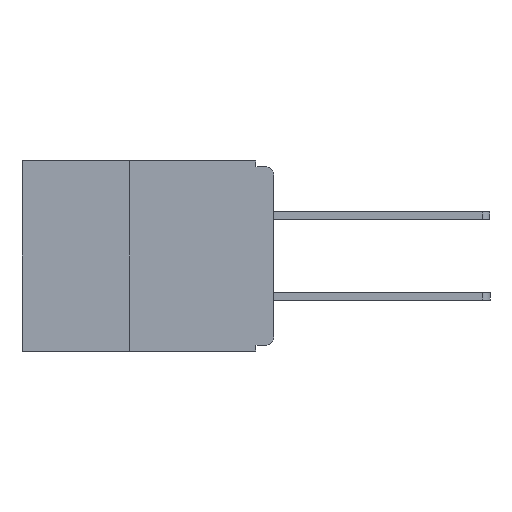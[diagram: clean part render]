
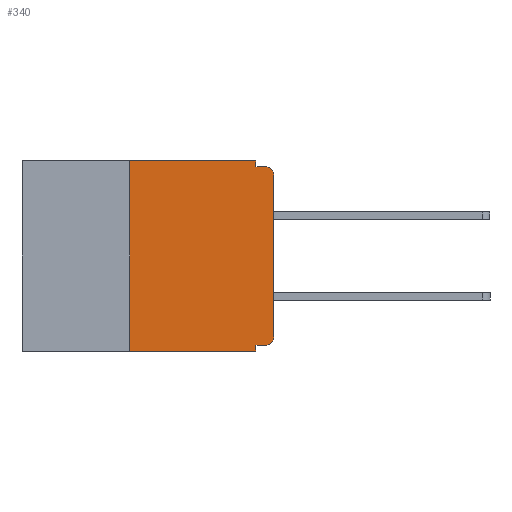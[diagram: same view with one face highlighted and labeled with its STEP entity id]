
A CAD part, left-side view. The second image highlights one B-rep face of the part: STEP entity #340.
In plain terms, the highlighted planar face has unit normal (-1, 0, 0).
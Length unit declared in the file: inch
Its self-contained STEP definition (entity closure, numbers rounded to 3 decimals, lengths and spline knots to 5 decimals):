
#41 = LINE ( 'NONE', #6924, #8861 ) ;
#146 = EDGE_CURVE ( 'NONE', #9235, #9915, #18709, .T. ) ;
#340 = ADVANCED_FACE ( 'NONE', ( #15312 ), #748, .F. ) ;
#437 = VECTOR ( 'NONE', #4913, 39.37008 ) ;
#642 = EDGE_CURVE ( 'NONE', #13127, #12007, #14093, .T. ) ;
#748 = PLANE ( 'NONE',  #18004 ) ;
#1328 = DIRECTION ( 'NONE',  ( -1., 0., 0. ) ) ;
#1619 = CARTESIAN_POINT ( 'NONE',  ( 0., 0.25, 0. ) ) ;
#1891 = CARTESIAN_POINT ( 'NONE',  ( 0., 0.015, -0.305 ) ) ;
#2198 = VECTOR ( 'NONE', #11720, 39.37008 ) ;
#2317 = EDGE_CURVE ( 'NONE', #18128, #17683, #9771, .T. ) ;
#2865 = ORIENTED_EDGE ( 'NONE', *, *, #18029, .T. ) ;
#2917 = CARTESIAN_POINT ( 'NONE',  ( 0., 0.437, 0. ) ) ;
#3601 = DIRECTION ( 'NONE',  ( 0., 0., -1. ) ) ;
#3706 = CARTESIAN_POINT ( 'NONE',  ( 0., 0.437, 0. ) ) ;
#4764 = ORIENTED_EDGE ( 'NONE', *, *, #12678, .T. ) ;
#4913 = DIRECTION ( 'NONE',  ( 0., -1., 0. ) ) ;
#6007 = CIRCLE ( 'NONE', #19240, 0.015 ) ;
#6225 = CARTESIAN_POINT ( 'NONE',  ( 0., 0.25, -0.33 ) ) ;
#6432 = CARTESIAN_POINT ( 'NONE',  ( 0., 0.031, 0. ) ) ;
#6478 = EDGE_CURVE ( 'NONE', #19886, #14953, #41, .T. ) ;
#6885 = EDGE_CURVE ( 'NONE', #18230, #17683, #6007, .T. ) ;
#6924 = CARTESIAN_POINT ( 'NONE',  ( 0., 0., -0.32 ) ) ;
#7079 = ORIENTED_EDGE ( 'NONE', *, *, #14126, .F. ) ;
#7468 = CARTESIAN_POINT ( 'NONE',  ( 0., 0.437, -0.33 ) ) ;
#7599 = CARTESIAN_POINT ( 'NONE',  ( 0., 0.25, -0.33 ) ) ;
#8443 = ORIENTED_EDGE ( 'NONE', *, *, #146, .F. ) ;
#8447 = LINE ( 'NONE', #6432, #16813 ) ;
#8625 = DIRECTION ( 'NONE',  ( 0., 1., 0. ) ) ;
#8861 = VECTOR ( 'NONE', #8625, 39.37008 ) ;
#8921 = DIRECTION ( 'NONE',  ( 0., 0., -1. ) ) ;
#8957 = LINE ( 'NONE', #18279, #9976 ) ;
#9235 = VERTEX_POINT ( 'NONE', #1619 ) ;
#9765 = VECTOR ( 'NONE', #10910, 39.37008 ) ;
#9771 = LINE ( 'NONE', #17771, #437 ) ;
#9836 = ORIENTED_EDGE ( 'NONE', *, *, #2317, .F. ) ;
#9915 = VERTEX_POINT ( 'NONE', #10230 ) ;
#9976 = VECTOR ( 'NONE', #8921, 39.37008 ) ;
#10081 = AXIS2_PLACEMENT_3D ( 'NONE', #1891, #13275, #3601 ) ;
#10230 = CARTESIAN_POINT ( 'NONE',  ( 0., 0.031, 0. ) ) ;
#10826 = ORIENTED_EDGE ( 'NONE', *, *, #642, .T. ) ;
#10910 = DIRECTION ( 'NONE',  ( 0., 0., 1. ) ) ;
#11160 = CARTESIAN_POINT ( 'NONE',  ( 0., 0.015, -0.025 ) ) ;
#11359 = ORIENTED_EDGE ( 'NONE', *, *, #6885, .T. ) ;
#11606 = CARTESIAN_POINT ( 'NONE',  ( 0., 0.015, -0.01 ) ) ;
#11720 = DIRECTION ( 'NONE',  ( 0., -1., 0. ) ) ;
#11799 = ORIENTED_EDGE ( 'NONE', *, *, #15858, .F. ) ;
#12007 = VERTEX_POINT ( 'NONE', #14377 ) ;
#12678 = EDGE_CURVE ( 'NONE', #19886, #15180, #13008, .T. ) ;
#12755 = DIRECTION ( 'NONE',  ( 0., 0., -1. ) ) ;
#12762 = CARTESIAN_POINT ( 'NONE',  ( 0., 0.015, -0.32 ) ) ;
#13008 = CIRCLE ( 'NONE', #10081, 0.015 ) ;
#13127 = VERTEX_POINT ( 'NONE', #6225 ) ;
#13275 = DIRECTION ( 'NONE',  ( -1., 0., 0. ) ) ;
#13906 = CARTESIAN_POINT ( 'NONE',  ( 0., 0., -0.305 ) ) ;
#13938 = LINE ( 'NONE', #17137, #9765 ) ;
#14093 = LINE ( 'NONE', #7468, #15563 ) ;
#14126 = EDGE_CURVE ( 'NONE', #14953, #12007, #8957, .T. ) ;
#14377 = CARTESIAN_POINT ( 'NONE',  ( 0., 0.031, -0.33 ) ) ;
#14868 = CARTESIAN_POINT ( 'NONE',  ( 0., 0.031, -0.32 ) ) ;
#14953 = VERTEX_POINT ( 'NONE', #14868 ) ;
#15180 = VERTEX_POINT ( 'NONE', #13906 ) ;
#15190 = DIRECTION ( 'NONE',  ( 0., 0., -1. ) ) ;
#15312 = FACE_OUTER_BOUND ( 'NONE', #20611, .T. ) ;
#15563 = VECTOR ( 'NONE', #19926, 39.37008 ) ;
#15858 = EDGE_CURVE ( 'NONE', #13127, #9235, #18626, .T. ) ;
#16113 = CARTESIAN_POINT ( 'NONE',  ( 0., 0., -0.025 ) ) ;
#16813 = VECTOR ( 'NONE', #17550, 39.37008 ) ;
#17137 = CARTESIAN_POINT ( 'NONE',  ( 0., 0., 0. ) ) ;
#17550 = DIRECTION ( 'NONE',  ( 0., 0., -1. ) ) ;
#17683 = VERTEX_POINT ( 'NONE', #11606 ) ;
#17771 = CARTESIAN_POINT ( 'NONE',  ( 0., 0., -0.01 ) ) ;
#18004 = AXIS2_PLACEMENT_3D ( 'NONE', #3706, #20434, #15190 ) ;
#18029 = EDGE_CURVE ( 'NONE', #15180, #18230, #13938, .T. ) ;
#18128 = VERTEX_POINT ( 'NONE', #18914 ) ;
#18144 = VECTOR ( 'NONE', #18606, 39.37008 ) ;
#18230 = VERTEX_POINT ( 'NONE', #16113 ) ;
#18279 = CARTESIAN_POINT ( 'NONE',  ( 0., 0.031, -0.33 ) ) ;
#18595 = ORIENTED_EDGE ( 'NONE', *, *, #6478, .F. ) ;
#18606 = DIRECTION ( 'NONE',  ( 0., 0., 1. ) ) ;
#18626 = LINE ( 'NONE', #7599, #18144 ) ;
#18709 = LINE ( 'NONE', #2917, #2198 ) ;
#18823 = ORIENTED_EDGE ( 'NONE', *, *, #19908, .F. ) ;
#18914 = CARTESIAN_POINT ( 'NONE',  ( 0., 0.031, -0.01 ) ) ;
#19240 = AXIS2_PLACEMENT_3D ( 'NONE', #11160, #1328, #12755 ) ;
#19886 = VERTEX_POINT ( 'NONE', #12762 ) ;
#19908 = EDGE_CURVE ( 'NONE', #9915, #18128, #8447, .T. ) ;
#19926 = DIRECTION ( 'NONE',  ( 0., -1., 0. ) ) ;
#20434 = DIRECTION ( 'NONE',  ( 1., 0., 0. ) ) ;
#20611 = EDGE_LOOP ( 'NONE', ( #2865, #11359, #9836, #18823, #8443, #11799, #10826, #7079, #18595, #4764 ) ) ;
